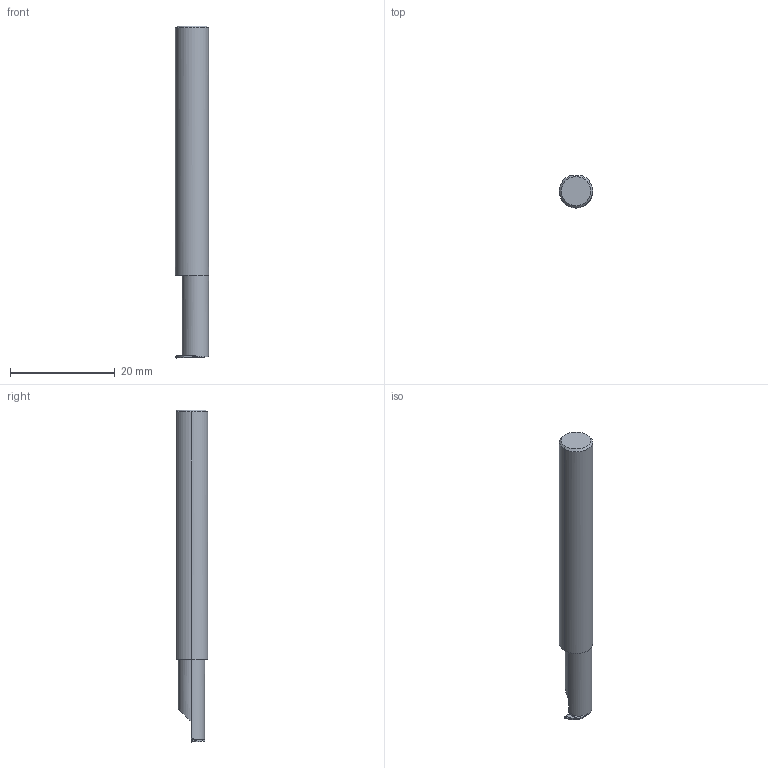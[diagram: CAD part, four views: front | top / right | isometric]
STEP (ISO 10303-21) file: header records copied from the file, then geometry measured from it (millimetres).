
FILE_DESCRIPTION (( 'STEP AP214' ), '1' );
FILE_NAME ('Micro_FR-017-10X.STEP', '2021-09-07T23:59:01', ( '' ), ( '' ), 'SwSTEP 2.0', 'SolidWorks 2020', '' );
FILE_SCHEMA (( 'AUTOMOTIVE_DESIGN' ));
Length unit declared in the file: inch
Products named in the file (1): Micro_FR-017-10X
Bounding box: 6.35 x 6.1 x 63.49 mm (x, y, z)
Volume: 1757.9 mm3; surface area: 1242.9 mm2
Topology: 1 solids, 1 shells, 22 faces, 53 edges, 33 vertices
Faces by surface type: plane 11, cylinder 9, cone 2
Entity records: 711 total; most frequent: CARTESIAN_POINT 182, ORIENTED_EDGE 106, DIRECTION 98, EDGE_CURVE 53, AXIS2_PLACEMENT_3D 35, VERTEX_POINT 33, LINE 28, VECTOR 28
